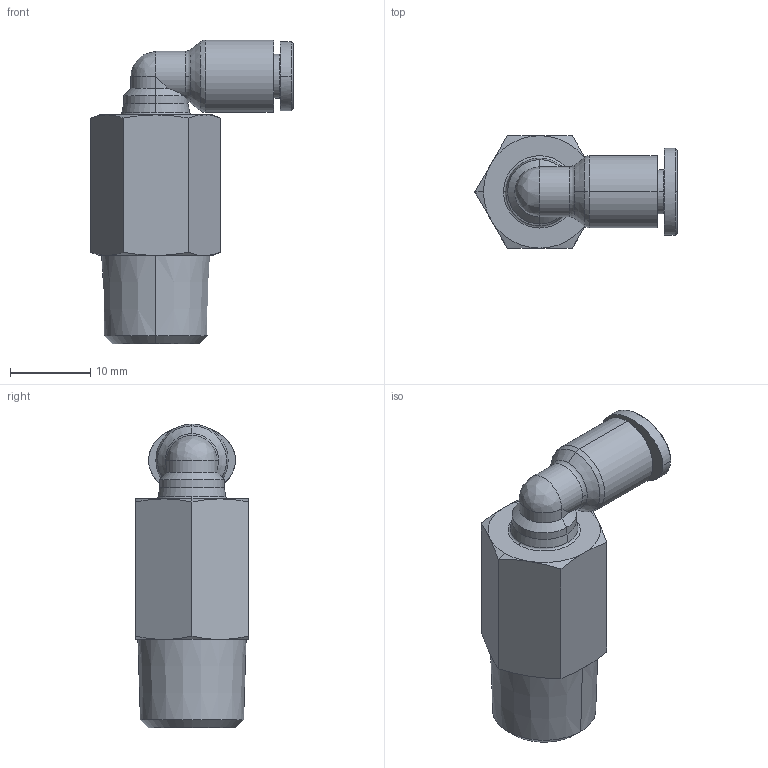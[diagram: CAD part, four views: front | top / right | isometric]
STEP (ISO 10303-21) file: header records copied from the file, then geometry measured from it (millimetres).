
FILE_DESCRIPTION (( 'STEP AP214' ), '1' );
FILE_NAME ('PLL04-02.stp', '2015-09-09T12:10:30', ( '' ), ( '' ), 'SwSTEP 2.0', 'SolidWorks 2015', '' );
FILE_SCHEMA (( 'AUTOMOTIVE_DESIGN' ));
Length unit declared in the file: millimetre
Products named in the file (2): ｦ+ﾃｦ1; PLL04-02
Assembly tree (1 placements, depth 2):
  PLL04-02
    ｦ+ﾃｦ1
Bounding box: 25.18 x 14 x 37.8 mm (x, y, z)
Volume: 4157.7 mm3; surface area: 3004.9 mm2
Topology: 1 solids, 1 shells, 433 faces, 1202 edges, 788 vertices
Faces by surface type: plane 339, cone 35, bspline 33, cylinder 22, torus 4
Entity records: 15133 total; most frequent: CARTESIAN_POINT 3661, ORIENTED_EDGE 2398, DIRECTION 1996, EDGE_CURVE 1199, VECTOR 1000, LINE 1000, VERTEX_POINT 788, AXIS2_PLACEMENT_3D 498
